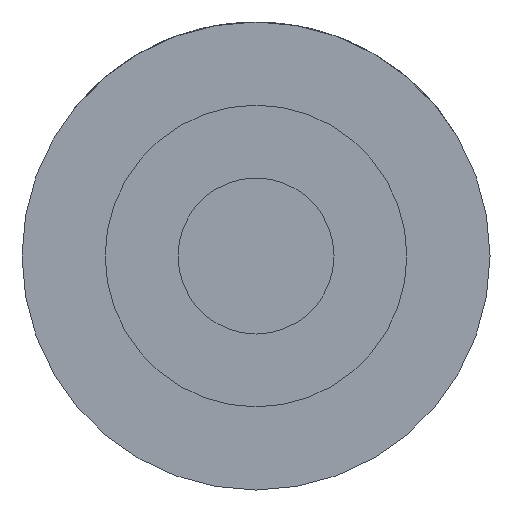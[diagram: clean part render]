
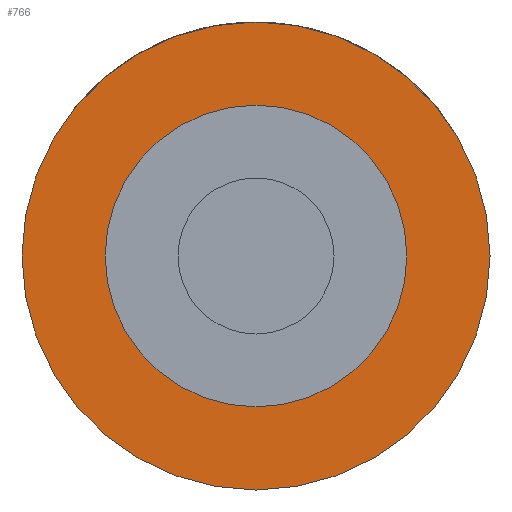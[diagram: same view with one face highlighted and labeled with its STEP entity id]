
A CAD part, front view. The second image highlights one B-rep face of the part: STEP entity #766.
In plain terms, the highlighted planar face has unit normal (0, -1, 0).
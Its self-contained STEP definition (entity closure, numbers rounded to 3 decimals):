
#34=FACE_BOUND('',#151,.T.);
#57=PLANE('',#858);
#101=FACE_OUTER_BOUND('',#150,.T.);
#150=EDGE_LOOP('',(#705));
#151=EDGE_LOOP('',(#706));
#311=CIRCLE('',#855,2.9);
#312=CIRCLE('',#857,4.5);
#381=VERTEX_POINT('',#1545);
#382=VERTEX_POINT('',#1549);
#487=EDGE_CURVE('',#381,#381,#311,.T.);
#490=EDGE_CURVE('',#382,#382,#312,.T.);
#705=ORIENTED_EDGE('',*,*,#490,.T.);
#706=ORIENTED_EDGE('',*,*,#487,.T.);
#766=ADVANCED_FACE('',(#101,#34),#57,.T.);
#855=AXIS2_PLACEMENT_3D('',#1546,#1069,#1070);
#857=AXIS2_PLACEMENT_3D('',#1551,#1075,#1076);
#858=AXIS2_PLACEMENT_3D('',#1552,#1077,#1078);
#1069=DIRECTION('center_axis',(0.,1.,0.));
#1070=DIRECTION('ref_axis',(1.,0.,0.));
#1075=DIRECTION('center_axis',(0.,-1.,0.));
#1076=DIRECTION('ref_axis',(1.,0.,0.));
#1077=DIRECTION('center_axis',(0.,-1.,0.));
#1078=DIRECTION('ref_axis',(1.,0.,0.));
#1545=CARTESIAN_POINT('',(-11.775,0.,21.));
#1546=CARTESIAN_POINT('Origin',(-8.875,0.,21.));
#1549=CARTESIAN_POINT('',(-13.375,0.,21.));
#1551=CARTESIAN_POINT('Origin',(-8.875,0.,21.));
#1552=CARTESIAN_POINT('Origin',(-8.875,0.,21.));
